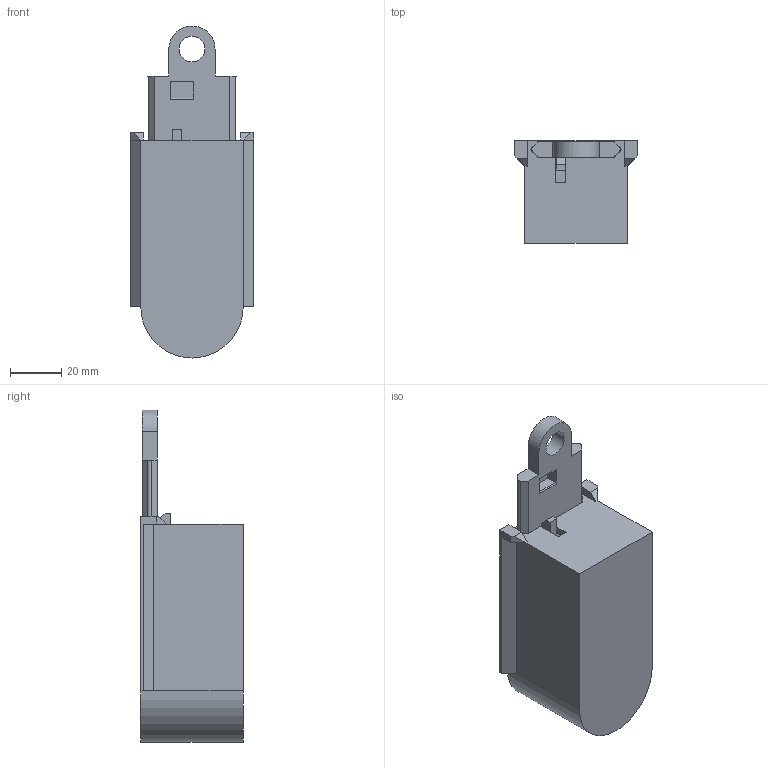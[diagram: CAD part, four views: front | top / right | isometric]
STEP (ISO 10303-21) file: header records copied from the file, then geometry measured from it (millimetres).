
FILE_DESCRIPTION (( 'STEP AP203' ), '1' );
FILE_NAME ('z³o¿enie szczelny pojemnik.STEP', '2025-02-12T23:49:27', ( '' ), ( '' ), 'SwSTEP 2.0', 'SolidWorks 2024', '' );
FILE_SCHEMA (( 'CONFIG_CONTROL_DESIGN' ));
Length unit declared in the file: millimetre
Products named in the file (4): Pojemnik-pin zatrzaskujący; złożenie szczelny pojemnik; Pojemnik-pokrywa; Pojemnik-zbiornik
Assembly tree (3 placements, depth 2):
  złożenie szczelny pojemnik
    Pojemnik-zbiornik
    Pojemnik-pokrywa
    Pojemnik-pin zatrzaskujący
Bounding box: 48 x 40 x 129.52 mm (x, y, z)
Volume: 99898.2 mm3; surface area: 30957.3 mm2
Topology: 3 solids, 3 shells, 110 faces, 280 edges, 179 vertices
Faces by surface type: plane 81, cylinder 20, cone 7, torus 2
Entity records: 3692 total; most frequent: CARTESIAN_POINT 575, DIRECTION 566, ORIENTED_EDGE 560, EDGE_CURVE 280, LINE 226, VECTOR 226, VERTEX_POINT 179, AXIS2_PLACEMENT_3D 170
